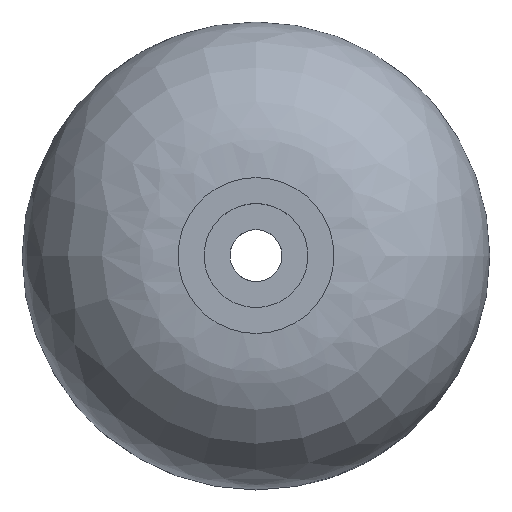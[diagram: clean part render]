
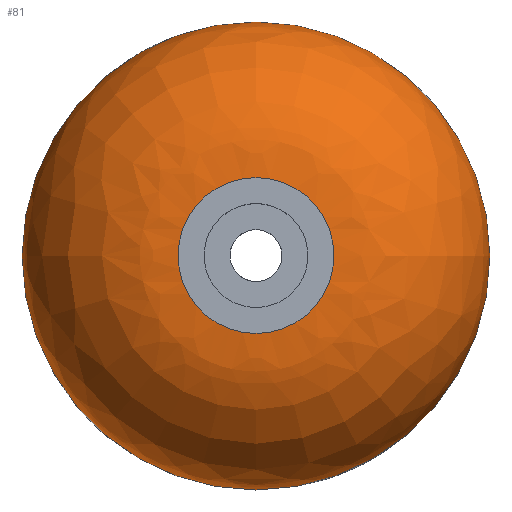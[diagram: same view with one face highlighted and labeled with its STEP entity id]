
A CAD part, top view. The second image highlights one B-rep face of the part: STEP entity #81.
In plain terms, the highlighted free-form (B-spline) face has degree [3, 3] with [4, 7] control points.
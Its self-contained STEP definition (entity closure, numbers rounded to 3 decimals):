
#81=ADVANCED_FACE('',(#114,#115),#116,.T.);
#114=FACE_OUTER_BOUND('',#170,.T.);
#115=FACE_OUTER_BOUND('',#171,.T.);
#116=(B_SPLINE_SURFACE(3,3,((#173,#174,#175,#176,#177,#178,#179),(#180,#181,#182,#183,#184,#185,#186),(#187,#188,#189,#190,#191,#192,#193),(#194,#195,#196,#197,#198,#199,#200)),.UNSPECIFIED.,.F.,.T.,.F.)B_SPLINE_SURFACE_WITH_KNOTS((4,4),(4,3,4),(0.0,6.283),(0.,0.785,1.571),.UNSPECIFIED.)RATIONAL_B_SPLINE_SURFACE(((1.0,0.333,0.333,1.0,0.333,0.333,1.0),(0.805,0.268,0.268,0.805,0.268,0.268,0.805),(0.805,0.268,0.268,0.805,0.268,0.268,0.805),(1.0,0.333,0.333,1.0,0.333,0.333,1.0)))BOUNDED_SURFACE()REPRESENTATION_ITEM('')GEOMETRIC_REPRESENTATION_ITEM()SURFACE());
#170=EDGE_LOOP('',(#272));
#171=EDGE_LOOP('',(#273));
#173=CARTESIAN_POINT('',(3.,0.,36.0));
#174=CARTESIAN_POINT('',(3.,6.,36.0));
#175=CARTESIAN_POINT('',(-3.,6.,36.0));
#176=CARTESIAN_POINT('',(-3.,0.,36.0));
#177=CARTESIAN_POINT('',(-3.,-6.,36.0));
#178=CARTESIAN_POINT('',(3.,-6.,36.0));
#179=CARTESIAN_POINT('',(3.,0.,36.0));
#180=CARTESIAN_POINT('',(6.515,0.,36.0));
#181=CARTESIAN_POINT('',(6.515,13.029,36.0));
#182=CARTESIAN_POINT('',(-6.515,13.029,36.0));
#183=CARTESIAN_POINT('',(-6.515,0.,36.0));
#184=CARTESIAN_POINT('',(-6.515,-13.029,36.0));
#185=CARTESIAN_POINT('',(6.515,-13.029,36.0));
#186=CARTESIAN_POINT('',(6.515,0.,36.0));
#187=CARTESIAN_POINT('',(9.,0.,33.515));
#188=CARTESIAN_POINT('',(9.,18.0,33.515));
#189=CARTESIAN_POINT('',(-9.,18.0,33.515));
#190=CARTESIAN_POINT('',(-9.,0.,33.515));
#191=CARTESIAN_POINT('',(-9.,-18.0,33.515));
#192=CARTESIAN_POINT('',(9.,-18.0,33.515));
#193=CARTESIAN_POINT('',(9.,0.,33.515));
#194=CARTESIAN_POINT('',(9.,0.,30.0));
#195=CARTESIAN_POINT('',(9.,18.0,30.0));
#196=CARTESIAN_POINT('',(-9.,18.0,30.0));
#197=CARTESIAN_POINT('',(-9.,0.,30.0));
#198=CARTESIAN_POINT('',(-9.,-18.0,30.0));
#199=CARTESIAN_POINT('',(9.,-18.0,30.0));
#200=CARTESIAN_POINT('',(9.,0.,30.0));
#272=ORIENTED_EDGE('',*,*,#327,.F.);
#273=ORIENTED_EDGE('',*,*,#334,.F.);
#327=EDGE_CURVE('',#351,#351,#352,.F.);
#334=EDGE_CURVE('',#365,#365,#366,.T.);
#351=VERTEX_POINT('',#504);
#352=CIRCLE('',#505,9.0);
#365=VERTEX_POINT('',#681);
#366=CIRCLE('',#682,3.0);
#504=CARTESIAN_POINT('',(9.,0.,30.0));
#505=AXIS2_PLACEMENT_3D('',#702,#703,#704);
#681=CARTESIAN_POINT('',(3.,0.,36.0));
#682=AXIS2_PLACEMENT_3D('',#708,#709,#710);
#702=CARTESIAN_POINT('',(0.,0.,30.0));
#703=DIRECTION('',(0.,0.,1.0));
#704=DIRECTION('',(1.0,0.0,0.));
#708=CARTESIAN_POINT('',(0.,0.,36.0));
#709=DIRECTION('',(0.,0.,1.0));
#710=DIRECTION('',(1.0,0.0,0.));
